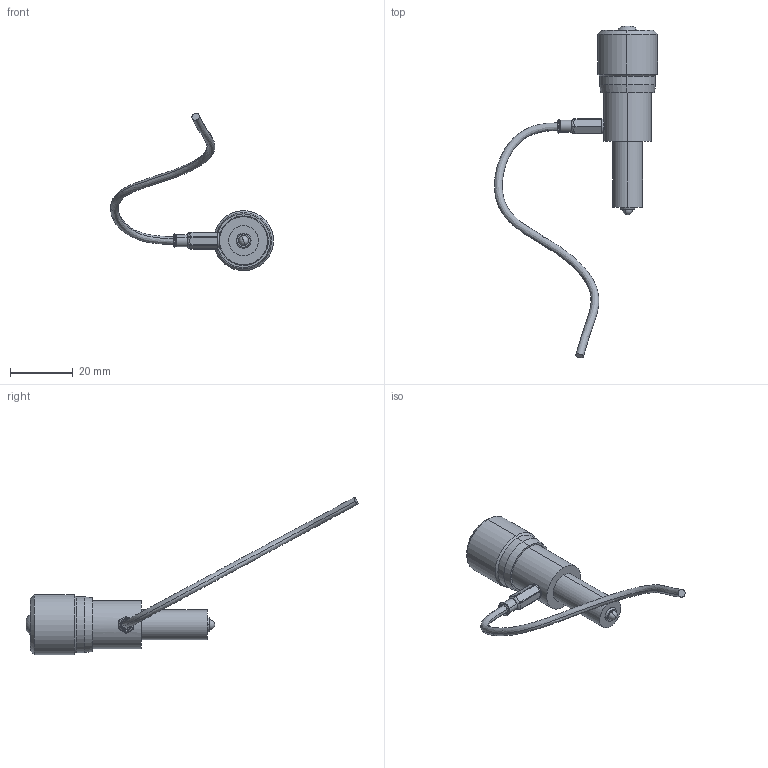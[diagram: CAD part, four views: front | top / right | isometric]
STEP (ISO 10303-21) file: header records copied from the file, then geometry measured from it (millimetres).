
FILE_DESCRIPTION (( 'STEP AP214' ), '1' );
FILE_NAME ('0056-E0W.STEP', '2008-03-20T13:05:11', ( 'Admin' ), ( 'Thorlabs, Inc.' ), 'SwSTEP 2.0', 'SolidWorks 2007', '' );
FILE_SCHEMA (( 'AUTOMOTIVE_DESIGN' ));
Length unit declared in the file: inch
Products named in the file (10): 0056-002; 0056-001; 0056-003; Socket Button Head Cap Screw_AI_SBHCSCREW 0.138-32x0.25-HX-N; 0056-006; 0056-005; 0056-004; Ball 1-8; BNC-Cable plug; 0056-E0W
Assembly tree (9 placements, depth 2):
  0056-E0W
    0056-003
    BNC-Cable plug
    0056-006
    Ball 1-8
    0056-005
    0056-001
    Socket Button Head Cap Screw_AI_SBHCSCREW 0.138-32x0.25-HX-N
    0056-002
    0056-004
Bounding box: 51.81 x 105.5 x 49.97 mm (x, y, z)
Volume: 8247.6 mm3; surface area: 9175.6 mm2
Topology: 10 solids, 10 shells, 202 faces, 427 edges, 256 vertices
Faces by surface type: cylinder 85, plane 59, cone 24, bspline 20, torus 8, sphere 6
Entity records: 6977 total; most frequent: CARTESIAN_POINT 1995, DIRECTION 983, ORIENTED_EDGE 822, AXIS2_PLACEMENT_3D 416, EDGE_CURVE 411, VERTEX_POINT 254, EDGE_LOOP 237, CIRCLE 222
